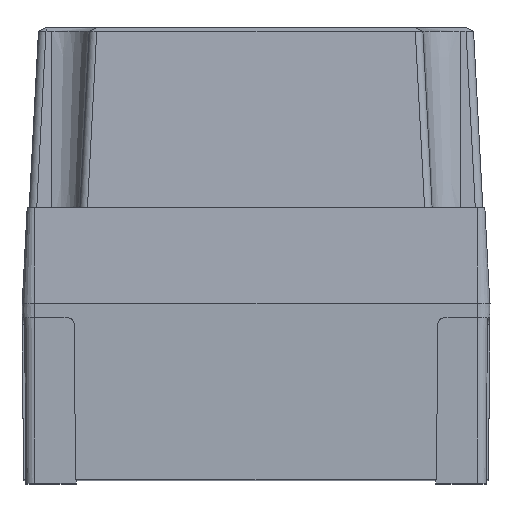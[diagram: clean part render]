
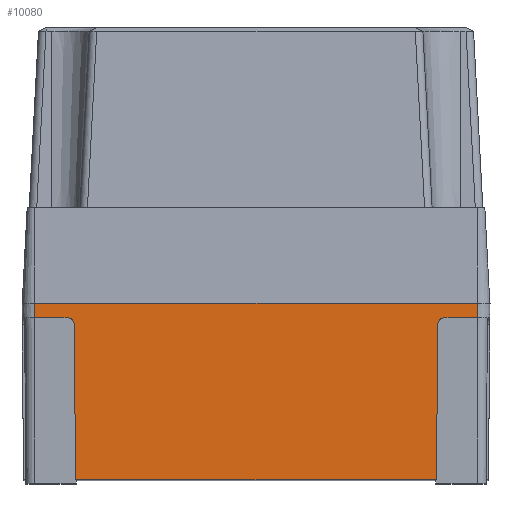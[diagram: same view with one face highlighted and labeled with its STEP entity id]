
A CAD part, top view. The second image highlights one B-rep face of the part: STEP entity #10080.
In plain terms, the highlighted planar face has unit normal (0, -0.009, 1).
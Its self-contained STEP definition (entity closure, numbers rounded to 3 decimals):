
#70 = EDGE_CURVE ( 'NONE', #13327, #10451, #12518, .T. ) ;
#182 = LINE ( 'NONE', #14901, #13413 ) ;
#766 = EDGE_CURVE ( 'NONE', #3252, #8114, #10266, .T. ) ;
#948 = CARTESIAN_POINT ( 'NONE',  ( 61.55, 0., 90.05 ) ) ;
#1082 = CARTESIAN_POINT ( 'NONE',  ( -52.533, -4., 90.015 ) ) ;
#1565 = AXIS2_PLACEMENT_3D ( 'NONE', #13818, #3023, #13890 ) ;
#2107 = CARTESIAN_POINT ( 'NONE',  ( 50.543, -4.819, 90.008 ) ) ;
#2258 = EDGE_LOOP ( 'NONE', ( #15420, #5469, #7971, #10893, #13497, #9042, #6327, #10760, #3349, #11805 ) ) ;
#2345 = EDGE_CURVE ( 'NONE', #3390, #9195, #3718, .T. ) ;
#2706 = CARTESIAN_POINT ( 'NONE',  ( -61.55, 0., 90.05 ) ) ;
#2736 = EDGE_CURVE ( 'NONE', #6758, #9195, #8488, .T. ) ;
#3023 = DIRECTION ( 'NONE',  ( 0., -0.009, 1. ) ) ;
#3252 = VERTEX_POINT ( 'NONE', #13914 ) ;
#3316 = CARTESIAN_POINT ( 'NONE',  ( -50.543, -4.819, 90.008 ) ) ;
#3349 = ORIENTED_EDGE ( 'NONE', *, *, #3440, .F. ) ;
#3379 = CARTESIAN_POINT ( 'NONE',  ( 50.533, -5.983, 89.998 ) ) ;
#3390 = VERTEX_POINT ( 'NONE', #13694 ) ;
#3440 = EDGE_CURVE ( 'NONE', #5605, #8114, #182, .T. ) ;
#3718 =( BOUNDED_CURVE ( )  B_SPLINE_CURVE ( 3, ( #3379, #2107, #6825, #9603 ),
 .UNSPECIFIED., .F., .T. ) 
 B_SPLINE_CURVE_WITH_KNOTS ( ( 4, 4 ),
 ( 1.58, 3.142 ),
 .UNSPECIFIED. ) 
 CURVE ( )  GEOMETRIC_REPRESENTATION_ITEM ( )  RATIONAL_B_SPLINE_CURVE ( ( 1., 0.807, 0.807, 1. ) ) 
 REPRESENTATION_ITEM ( '' )  );
#3794 = VECTOR ( 'NONE', #7578, 1000. ) ;
#3795 = LINE ( 'NONE', #3949, #6953 ) ;
#3949 = CARTESIAN_POINT ( 'NONE',  ( -61.55, -4., 90.015 ) ) ;
#4550 = DIRECTION ( 'NONE',  ( 0., 1., 0.009 ) ) ;
#5117 = VECTOR ( 'NONE', #4550, 1000. ) ;
#5417 = CARTESIAN_POINT ( 'NONE',  ( 50.157, -49., 89.622 ) ) ;
#5469 = ORIENTED_EDGE ( 'NONE', *, *, #2345, .T. ) ;
#5535 = CARTESIAN_POINT ( 'NONE',  ( 61.55, -4., 90.015 ) ) ;
#5605 = VERTEX_POINT ( 'NONE', #14443 ) ;
#5721 = CARTESIAN_POINT ( 'NONE',  ( -61.55, 0., 90.05 ) ) ;
#5960 = CARTESIAN_POINT ( 'NONE',  ( -50.533, -5.983, 89.998 ) ) ;
#5985 = LINE ( 'NONE', #948, #5117 ) ;
#6172 = EDGE_CURVE ( 'NONE', #3390, #15043, #9279, .T. ) ;
#6327 = ORIENTED_EDGE ( 'NONE', *, *, #12040, .T. ) ;
#6665 = DIRECTION ( 'NONE',  ( -0.009, -1., -0.009 ) ) ;
#6758 = VERTEX_POINT ( 'NONE', #5535 ) ;
#6825 = CARTESIAN_POINT ( 'NONE',  ( 51.369, -4., 90.015 ) ) ;
#6953 = VECTOR ( 'NONE', #13616, 1000. ) ;
#7081 = LINE ( 'NONE', #5721, #11287 ) ;
#7295 = DIRECTION ( 'NONE',  ( -1., 0., 0. ) ) ;
#7578 = DIRECTION ( 'NONE',  ( 1., 0., 0. ) ) ;
#7971 = ORIENTED_EDGE ( 'NONE', *, *, #2736, .F. ) ;
#8114 = VERTEX_POINT ( 'NONE', #13724 ) ;
#8157 = VECTOR ( 'NONE', #14602, 1000. ) ;
#8488 = LINE ( 'NONE', #13584, #8791 ) ;
#8681 = CARTESIAN_POINT ( 'NONE',  ( -61.55, -4., 90.015 ) ) ;
#8791 = VECTOR ( 'NONE', #7295, 1000. ) ;
#9042 = ORIENTED_EDGE ( 'NONE', *, *, #11439, .F. ) ;
#9111 = CARTESIAN_POINT ( 'NONE',  ( 50.576, -0.978, 90.041 ) ) ;
#9195 = VERTEX_POINT ( 'NONE', #10149 ) ;
#9279 = LINE ( 'NONE', #9111, #11180 ) ;
#9323 = CARTESIAN_POINT ( 'NONE',  ( -61.55, 0., 90.05 ) ) ;
#9468 = CARTESIAN_POINT ( 'NONE',  ( -51.369, -4., 90.015 ) ) ;
#9603 = CARTESIAN_POINT ( 'NONE',  ( 52.533, -4., 90.015 ) ) ;
#10080 = ADVANCED_FACE ( 'NONE', ( #12529 ), #13964, .T. ) ;
#10149 = CARTESIAN_POINT ( 'NONE',  ( 52.533, -4., 90.015 ) ) ;
#10266 =( BOUNDED_CURVE ( )  B_SPLINE_CURVE ( 3, ( #1082, #9468, #3316, #5960 ),
 .UNSPECIFIED., .F., .T. ) 
 B_SPLINE_CURVE_WITH_KNOTS ( ( 4, 4 ),
 ( 3.142, 4.704 ),
 .UNSPECIFIED. ) 
 CURVE ( )  GEOMETRIC_REPRESENTATION_ITEM ( )  RATIONAL_B_SPLINE_CURVE ( ( 1., 0.807, 0.807, 1. ) ) 
 REPRESENTATION_ITEM ( '' )  );
#10451 = VERTEX_POINT ( 'NONE', #12350 ) ;
#10592 = DIRECTION ( 'NONE',  ( 0., 1., 0.009 ) ) ;
#10701 = CARTESIAN_POINT ( 'NONE',  ( -61.55, -49., 89.622 ) ) ;
#10760 = ORIENTED_EDGE ( 'NONE', *, *, #766, .T. ) ;
#10893 = ORIENTED_EDGE ( 'NONE', *, *, #14623, .T. ) ;
#11180 = VECTOR ( 'NONE', #6665, 1000. ) ;
#11287 = VECTOR ( 'NONE', #10592, 1000. ) ;
#11439 = EDGE_CURVE ( 'NONE', #14868, #13327, #7081, .T. ) ;
#11805 = ORIENTED_EDGE ( 'NONE', *, *, #14672, .T. ) ;
#11966 = LINE ( 'NONE', #10701, #8157 ) ;
#12040 = EDGE_CURVE ( 'NONE', #14868, #3252, #3795, .T. ) ;
#12350 = CARTESIAN_POINT ( 'NONE',  ( 61.55, 0., 90.05 ) ) ;
#12410 = DIRECTION ( 'NONE',  ( -0.009, 1., 0.009 ) ) ;
#12518 = LINE ( 'NONE', #2706, #3794 ) ;
#12529 = FACE_OUTER_BOUND ( 'NONE', #2258, .T. ) ;
#13327 = VERTEX_POINT ( 'NONE', #9323 ) ;
#13413 = VECTOR ( 'NONE', #12410, 1000. ) ;
#13497 = ORIENTED_EDGE ( 'NONE', *, *, #70, .F. ) ;
#13584 = CARTESIAN_POINT ( 'NONE',  ( -61.55, -4., 90.015 ) ) ;
#13616 = DIRECTION ( 'NONE',  ( 1., 0., 0. ) ) ;
#13694 = CARTESIAN_POINT ( 'NONE',  ( 50.533, -5.983, 89.998 ) ) ;
#13724 = CARTESIAN_POINT ( 'NONE',  ( -50.533, -5.983, 89.998 ) ) ;
#13818 = CARTESIAN_POINT ( 'NONE',  ( -61.55, 0., 90.05 ) ) ;
#13890 = DIRECTION ( 'NONE',  ( 0., -1., -0.009 ) ) ;
#13914 = CARTESIAN_POINT ( 'NONE',  ( -52.533, -4., 90.015 ) ) ;
#13964 = PLANE ( 'NONE',  #1565 ) ;
#14443 = CARTESIAN_POINT ( 'NONE',  ( -50.157, -49., 89.622 ) ) ;
#14602 = DIRECTION ( 'NONE',  ( 1., 0., 0. ) ) ;
#14623 = EDGE_CURVE ( 'NONE', #6758, #10451, #5985, .T. ) ;
#14672 = EDGE_CURVE ( 'NONE', #5605, #15043, #11966, .T. ) ;
#14868 = VERTEX_POINT ( 'NONE', #8681 ) ;
#14901 = CARTESIAN_POINT ( 'NONE',  ( -50.586, 0.096, 90.051 ) ) ;
#15043 = VERTEX_POINT ( 'NONE', #5417 ) ;
#15420 = ORIENTED_EDGE ( 'NONE', *, *, #6172, .F. ) ;
